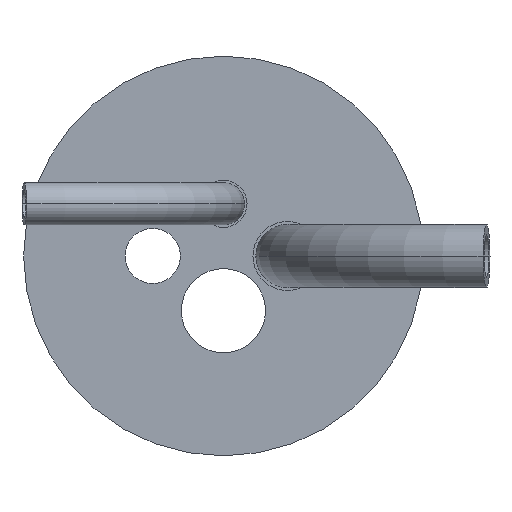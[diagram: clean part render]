
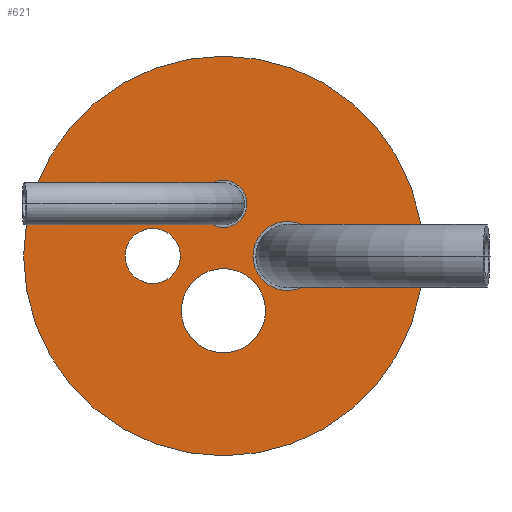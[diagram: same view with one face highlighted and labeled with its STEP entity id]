
A CAD part, front view. The second image highlights one B-rep face of the part: STEP entity #621.
In plain terms, the highlighted face is planar.
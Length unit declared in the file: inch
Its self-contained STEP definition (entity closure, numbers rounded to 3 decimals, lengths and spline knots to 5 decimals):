
#62=CARTESIAN_POINT('',(0.,0.,-0.5));
#63=DIRECTION('',(0.,0.,-1.));
#64=DIRECTION('',(0.,1.,0.));
#65=AXIS2_PLACEMENT_3D('',#62,#63,#64);
#163=CARTESIAN_POINT('',(0.,0.42,-0.5));
#164=DIRECTION('',(0.,0.,-1.));
#165=DIRECTION('',(-1.,0.,0.));
#166=AXIS2_PLACEMENT_3D('',#163,#164,#165);
#168=CARTESIAN_POINT('',(0.,0.42,-0.5));
#169=DIRECTION('',(0.,0.,-1.));
#170=DIRECTION('',(1.,0.,0.));
#171=AXIS2_PLACEMENT_3D('',#168,#169,#170);
#173=CARTESIAN_POINT('',(-0.31,0.,-0.5));
#174=DIRECTION('',(0.,0.,-1.));
#175=DIRECTION('',(-1.,0.,0.));
#176=AXIS2_PLACEMENT_3D('',#173,#174,#175);
#178=CARTESIAN_POINT('',(-0.31,0.,-0.5));
#179=DIRECTION('',(0.,0.,-1.));
#180=DIRECTION('',(1.,0.,0.));
#181=AXIS2_PLACEMENT_3D('',#178,#179,#180);
#183=CARTESIAN_POINT('',(0.,-0.38,-0.5));
#184=DIRECTION('',(0.,0.,-1.));
#185=DIRECTION('',(-1.,0.,0.));
#186=AXIS2_PLACEMENT_3D('',#183,#184,#185);
#188=CARTESIAN_POINT('',(0.,-0.38,-0.5));
#189=DIRECTION('',(0.,0.,-1.));
#190=DIRECTION('',(1.,0.,0.));
#191=AXIS2_PLACEMENT_3D('',#188,#189,#190);
#193=CARTESIAN_POINT('',(0.325,0.,-0.5));
#194=DIRECTION('',(0.,0.,-1.));
#195=DIRECTION('',(-1.,0.,0.));
#196=AXIS2_PLACEMENT_3D('',#193,#194,#195);
#198=CARTESIAN_POINT('',(0.325,0.,-0.5));
#199=DIRECTION('',(0.,0.,-1.));
#200=DIRECTION('',(1.,0.,0.));
#201=AXIS2_PLACEMENT_3D('',#198,#199,#200);
#237=CARTESIAN_POINT('',(0.,0.,-0.5));
#238=DIRECTION('',(0.,0.,1.));
#239=DIRECTION('',(0.,1.,0.));
#240=AXIS2_PLACEMENT_3D('',#237,#238,#239);
#338=CARTESIAN_POINT('',(0.,1.1875,-0.5));
#339=CARTESIAN_POINT('',(0.,-1.1875,-0.5));
#340=VERTEX_POINT('',#338);
#341=VERTEX_POINT('',#339);
#350=CARTESIAN_POINT('',(-0.164,0.42,-0.5));
#351=CARTESIAN_POINT('',(0.164,0.42,-0.5));
#352=VERTEX_POINT('',#350);
#353=VERTEX_POINT('',#351);
#354=CARTESIAN_POINT('',(-0.4165,0.,-0.5));
#355=CARTESIAN_POINT('',(-0.2035,0.,-0.5));
#356=VERTEX_POINT('',#354);
#357=VERTEX_POINT('',#355);
#358=CARTESIAN_POINT('',(-0.166,-0.38,-0.5));
#359=CARTESIAN_POINT('',(0.166,-0.38,-0.5));
#360=VERTEX_POINT('',#358);
#361=VERTEX_POINT('',#359);
#372=CARTESIAN_POINT('',(0.075,0.,-0.5));
#373=CARTESIAN_POINT('',(0.575,0.,-0.5));
#374=VERTEX_POINT('',#372);
#375=VERTEX_POINT('',#373);
#589=CARTESIAN_POINT('',(0.,0.,-0.5));
#590=DIRECTION('',(0.,0.,-1.));
#591=DIRECTION('',(0.,-1.,0.));
#592=AXIS2_PLACEMENT_3D('',#589,#590,#591);
#593=PLANE('',#592);
#595=ORIENTED_EDGE('',*,*,#594,.T.);
#596=ORIENTED_EDGE('',*,*,#477,.F.);
#597=EDGE_LOOP('',(#595,#596));
#598=FACE_OUTER_BOUND('',#597,.F.);
#599=ORIENTED_EDGE('',*,*,#569,.T.);
#600=ORIENTED_EDGE('',*,*,#583,.T.);
#601=EDGE_LOOP('',(#599,#600));
#602=FACE_BOUND('',#601,.F.);
#604=ORIENTED_EDGE('',*,*,#603,.T.);
#606=ORIENTED_EDGE('',*,*,#605,.T.);
#607=EDGE_LOOP('',(#604,#606));
#608=FACE_BOUND('',#607,.F.);
#610=ORIENTED_EDGE('',*,*,#609,.T.);
#612=ORIENTED_EDGE('',*,*,#611,.T.);
#613=EDGE_LOOP('',(#610,#612));
#614=FACE_BOUND('',#613,.F.);
#616=ORIENTED_EDGE('',*,*,#615,.T.);
#618=ORIENTED_EDGE('',*,*,#617,.T.);
#619=EDGE_LOOP('',(#616,#618));
#620=FACE_BOUND('',#619,.F.);
#621=ADVANCED_FACE('',(#598,#602,#608,#614,#620),#593,.T.);
#66=CIRCLE('',#65,1.1875);
#167=CIRCLE('',#166,0.164);
#172=CIRCLE('',#171,0.164);
#177=CIRCLE('',#176,0.1065);
#182=CIRCLE('',#181,0.1065);
#187=CIRCLE('',#186,0.166);
#192=CIRCLE('',#191,0.166);
#197=CIRCLE('',#196,0.25);
#202=CIRCLE('',#201,0.25);
#241=CIRCLE('',#240,1.1875);
#477=EDGE_CURVE('',#340,#341,#66,.T.);
#569=EDGE_CURVE('',#352,#353,#167,.T.);
#583=EDGE_CURVE('',#353,#352,#172,.T.);
#594=EDGE_CURVE('',#340,#341,#241,.T.);
#603=EDGE_CURVE('',#356,#357,#177,.T.);
#605=EDGE_CURVE('',#357,#356,#182,.T.);
#609=EDGE_CURVE('',#360,#361,#187,.T.);
#611=EDGE_CURVE('',#361,#360,#192,.T.);
#615=EDGE_CURVE('',#374,#375,#197,.T.);
#617=EDGE_CURVE('',#375,#374,#202,.T.);
